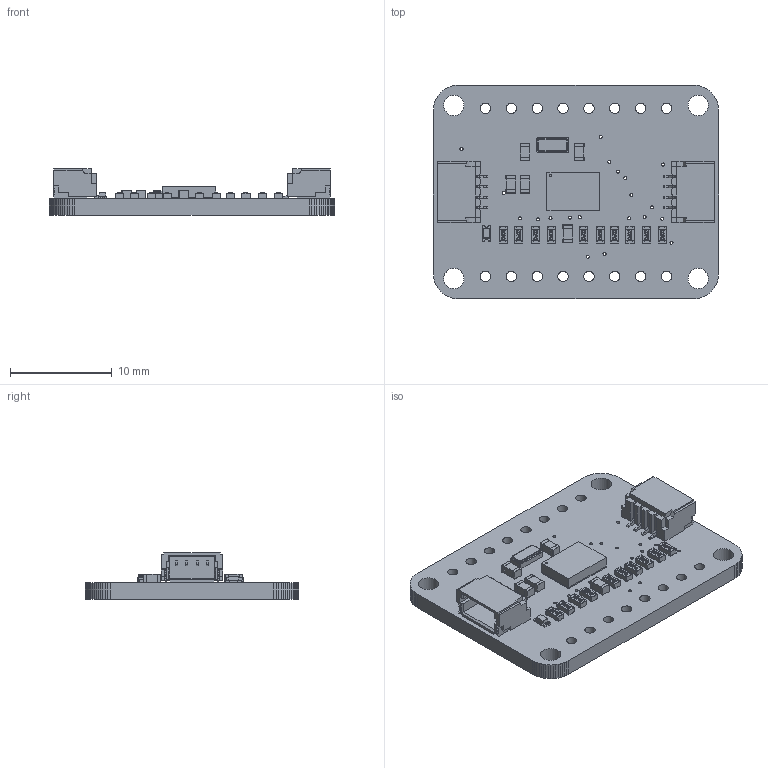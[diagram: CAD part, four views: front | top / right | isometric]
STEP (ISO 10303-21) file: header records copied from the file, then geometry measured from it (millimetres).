
FILE_DESCRIPTION(('PCB Model'),'2;1');
FILE_NAME('10304.STEP','2026-02-11T22:51:04',('Pritesh'),( 'Unspecified'),'Open CASCADE STEP processor 7.6','Proteus','Unknown' );
FILE_SCHEMA(('AUTOMOTIVE_DESIGN { 1 0 10303 214 1 1 1 1 }'));
Length unit declared in the file: millimetre
Products named in the file (104): Proteus PCB Model; Board; U1; Package; Body_1; =>[0:1:1:3]; =>[0:1:1:4]; =>[0:1:1:5]; =>[0:1:1:6]; =>[0:1:1:7]; =>[0:1:1:8]; =>[0:1:1:9]; =>[0:1:1:10]; =>[0:1:1:11]; =>[0:1:1:12]; =>[0:1:1:13]; =>[0:1:1:14]; =>[0:1:1:15]; =>[0:1:1:16]; =>[0:1:1:17]; =>[0:1:1:18]; =>[0:1:1:19]; =>[0:1:1:20]; =>[0:1:1:21]; =>[0:1:1:22]; =>[0:1:1:23]; =>[0:1:1:24]; =>[0:1:1:25]; =>[0:1:1:26]; =>[0:1:1:27]; =>[0:1:1:28]; =>[0:1:1:29]; =>[0:1:1:30]; =>[0:1:1:31]; =>[0:1:1:32]; =>[0:1:1:33]; =>[0:1:1:34]; C4; C1; X1 ...
Assembly tree (117 placements, depth 5):
  Proteus PCB Model
    Board
    U1
      Package
        Body_1
          =>[0:1:1:3]
          =>[0:1:1:4]
          =>[0:1:1:5]
          =>[0:1:1:6]
          =>[0:1:1:7]
          =>[0:1:1:8]
          =>[0:1:1:9]
          =>[0:1:1:10]
          =>[0:1:1:11]
          =>[0:1:1:12]
          =>[0:1:1:13]
          =>[0:1:1:14]
          =>[0:1:1:15]
          =>[0:1:1:16]
          =>[0:1:1:17]
          =>[0:1:1:18]
          =>[0:1:1:19]
          =>[0:1:1:20]
          =>[0:1:1:21]
          =>[0:1:1:22]
          =>[0:1:1:23]
          =>[0:1:1:24]
          =>[0:1:1:25]
          =>[0:1:1:26]
          =>[0:1:1:27]
          =>[0:1:1:28]
          =>[0:1:1:29]
          =>[0:1:1:30]
          =>[0:1:1:31]
          =>[0:1:1:32]
          =>[0:1:1:33]
          =>[0:1:1:34]
    C4
      Package
        Body_1
          =>[0:1:1:3]
          =>[0:1:1:4]
          =>[0:1:1:5]
          =>[0:1:1:6]
    C1
      Package
        Body_1
          =>[0:1:1:3]
          =>[0:1:1:4]
          =>[0:1:1:5]
          =>[0:1:1:6]
    X1
      Package
        Body_1
          =>[0:1:1:3]
          =>[0:1:1:4]
          =>[0:1:1:5]
          =>[0:1:1:6]
    C2
      Package
Bounding box: 28 x 21 x 4.59 mm (x, y, z)
Volume: 1032.6 mm3; surface area: 2112 mm2
Topology: 115 solids, 116 shells, 2625 faces, 6625 edges, 4246 vertices
Faces by surface type: plane 1761, bspline 418, cylinder 366, sphere 80
Full cylindrical faces by diameter (mm): 0.3 x27, 1.016 x16, 2 x4
Entity records: 38904 total; most frequent: CARTESIAN_POINT 8705, ORIENTED_EDGE 5206, DIRECTION 5036, EDGE_CURVE 2604, LINE 2174, VECTOR 2174, VERTEX_POINT 1702, AXIS2_PLACEMENT_3D 1431
